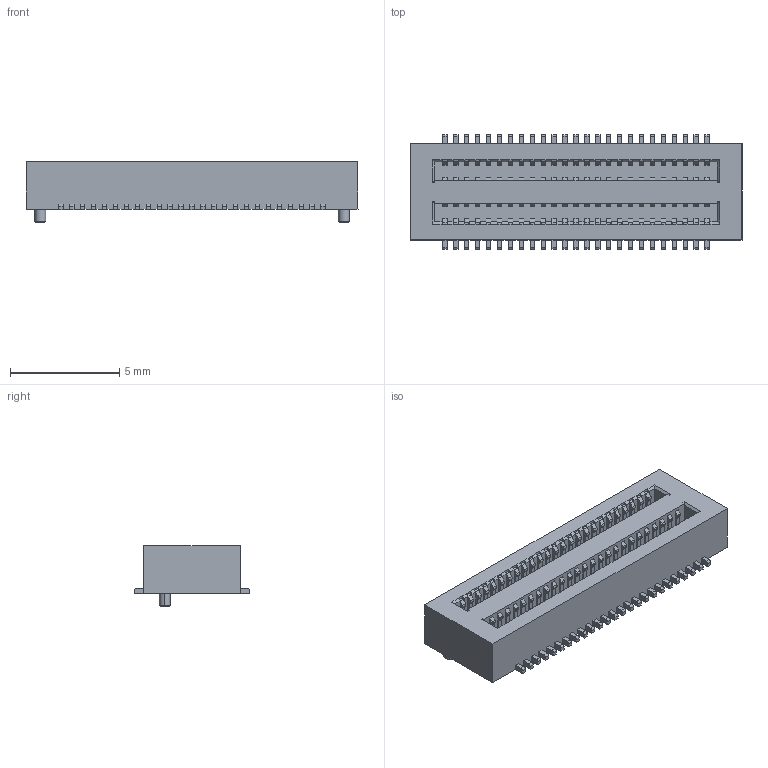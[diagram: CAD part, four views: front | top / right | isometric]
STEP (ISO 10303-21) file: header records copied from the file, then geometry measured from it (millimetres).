
FILE_DESCRIPTION( ('This file contains a STEP AP42 implementation' ,'as created by ZW3D STEP Interface translator.') ,'2;1' );
FILE_NAME( '3620-SXXX-022G1R01.stp' ,'23 313.2018 6', (''), ('ZWCAD Software Co.'), 'Version 1.0', 'ZW3D to STEP translator', '' );
FILE_SCHEMA(('AUTOMOTIVE_DESIGN { 1 0 10303 214 1 1 1 1 }'));
Length unit declared in the file: millimetre
Products named in the file (2): 0; 3620-SXXX-022G1R01
Bounding box: 15.2 x 5.25 x 2.77 mm (x, y, z)
Volume: 110.2 mm3; surface area: 396.2 mm2
Topology: 1 solids, 1 shells, 1640 faces, 4786 edges, 3152 vertices
Faces by surface type: plane 1132, cylinder 504, cone 4
Entity records: 55631 total; most frequent: CARTESIAN_POINT 9579, ORIENTED_EDGE 9572, DIRECTION 9080, EDGE_CURVE 4786, VECTOR 3774, LINE 3774, VERTEX_POINT 3152, AXIS2_PLACEMENT_3D 2653
